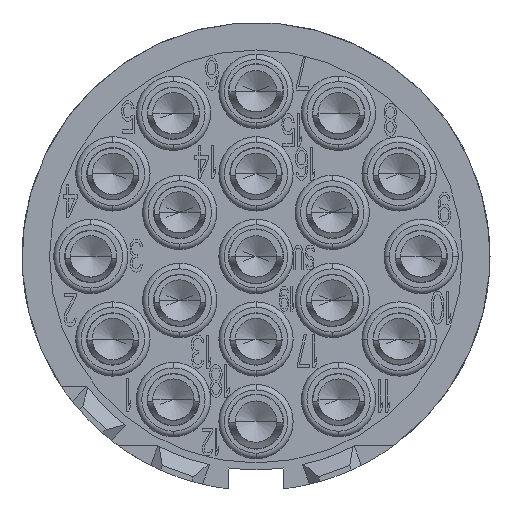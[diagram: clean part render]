
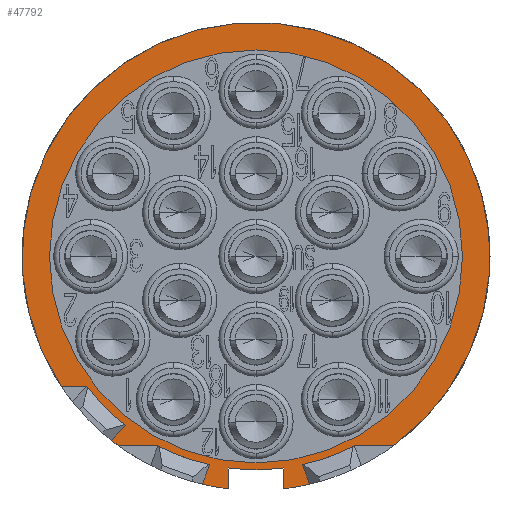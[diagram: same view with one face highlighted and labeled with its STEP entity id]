
A CAD part, front view. The second image highlights one B-rep face of the part: STEP entity #47792.
In plain terms, the highlighted planar face has unit normal (0, -1, 0).
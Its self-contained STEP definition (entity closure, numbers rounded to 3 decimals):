
#3498=DIRECTION('',(1.,0.,0.));
#3499=VECTOR('',#3498,0.923);
#3500=CARTESIAN_POINT('',(-7.064,-6.9,-4.727));
#3501=LINE('',#3500,#3499);
#3502=DIRECTION('',(1.,0.,0.));
#3503=VECTOR('',#3502,1.424);
#3504=CARTESIAN_POINT('',(3.568,-6.9,-6.88));
#3505=LINE('',#3504,#3503);
#3506=DIRECTION('',(0.,0.,-1.));
#3507=VECTOR('',#3506,0.756);
#3508=CARTESIAN_POINT('',(-1.,-6.9,-7.685));
#3509=LINE('',#3508,#3507);
#3510=DIRECTION('',(-1.,0.,0.));
#3511=VECTOR('',#3510,1.424);
#3512=CARTESIAN_POINT('',(-3.568,-6.9,-6.88));
#3513=LINE('',#3512,#3511);
#3514=DIRECTION('',(0.707,0.,0.707));
#3515=VECTOR('',#3514,0.756);
#3516=CARTESIAN_POINT('',(-5.262,-6.9,-6.676));
#3517=LINE('',#3516,#3515);
#3518=CARTESIAN_POINT('',(0.,-6.9,0.));
#3519=DIRECTION('',(0.,1.,0.));
#3520=DIRECTION('',(-0.61,0.,-0.792));
#3521=AXIS2_PLACEMENT_3D('',#3518,#3519,#3520);
#3523=CARTESIAN_POINT('',(0.,-6.9,0.));
#3524=DIRECTION('',(0.,1.,0.));
#3525=DIRECTION('',(-1.,0.,0.));
#3526=AXIS2_PLACEMENT_3D('',#3523,#3524,#3525);
#3528=CARTESIAN_POINT('',(0.,-6.9,0.));
#3529=DIRECTION('',(0.,1.,0.));
#3530=DIRECTION('',(1.,0.,0.));
#3531=AXIS2_PLACEMENT_3D('',#3528,#3529,#3530);
#3596=CARTESIAN_POINT('',(0.,-6.9,0.));
#3597=DIRECTION('',(0.,1.,0.));
#3598=DIRECTION('',(-0.218,0.,-0.976));
#3599=AXIS2_PLACEMENT_3D('',#3596,#3597,#3598);
#3601=CARTESIAN_POINT('',(0.,-6.9,0.));
#3602=DIRECTION('',(0.,1.,0.));
#3603=DIRECTION('',(0.129,0.,-0.992));
#3604=AXIS2_PLACEMENT_3D('',#3601,#3602,#3603);
#3610=CARTESIAN_POINT('',(0.,-6.9,0.));
#3611=DIRECTION('',(0.,1.,0.));
#3612=DIRECTION('',(0.46,0.,-0.888));
#3613=AXIS2_PLACEMENT_3D('',#3610,#3611,#3612);
#27293=CARTESIAN_POINT('',(0.,-6.9,0.));
#27294=DIRECTION('',(0.,1.,0.));
#27295=DIRECTION('',(-0.587,0.,-0.809));
#27296=AXIS2_PLACEMENT_3D('',#27293,#27294,#27295);
#27324=DIRECTION('',(0.342,0.,0.94));
#27325=VECTOR('',#27324,0.756);
#27326=CARTESIAN_POINT('',(-1.947,-6.9,-8.274));
#27327=LINE('',#27326,#27325);
#27346=CARTESIAN_POINT('',(0.,-6.9,0.));
#27347=DIRECTION('',(0.,1.,0.));
#27348=DIRECTION('',(-0.118,0.,-0.993));
#27349=AXIS2_PLACEMENT_3D('',#27346,#27347,#27348);
#27363=DIRECTION('',(0.,0.,1.));
#27364=VECTOR('',#27363,0.756);
#27365=CARTESIAN_POINT('',(1.,-6.9,-8.441));
#27366=LINE('',#27365,#27364);
#27379=CARTESIAN_POINT('',(0.,-6.9,0.));
#27380=DIRECTION('',(0.,1.,0.));
#27381=DIRECTION('',(0.229,0.,-0.973));
#27382=AXIS2_PLACEMENT_3D('',#27379,#27380,#27381);
#27402=DIRECTION('',(0.342,0.,-0.94));
#27403=VECTOR('',#27402,0.756);
#27404=CARTESIAN_POINT('',(1.689,-6.9,-7.564));
#27405=LINE('',#27404,#27403);
#27414=CARTESIAN_POINT('',(0.,-6.9,0.));
#27415=DIRECTION('',(0.,1.,0.));
#27416=DIRECTION('',(-0.831,0.,-0.556));
#27417=AXIS2_PLACEMENT_3D('',#27414,#27415,#27416);
#40779=CARTESIAN_POINT('',(-1.,-6.9,-7.685));
#40780=CARTESIAN_POINT('',(-1.,-6.9,-8.441));
#40781=VERTEX_POINT('',#40779);
#40782=VERTEX_POINT('',#40780);
#40792=CARTESIAN_POINT('',(1.,-6.9,-8.441));
#40794=VERTEX_POINT('',#40792);
#40795=CARTESIAN_POINT('',(-7.5,-6.9,0.));
#40796=CARTESIAN_POINT('',(7.5,-6.9,0.));
#40797=VERTEX_POINT('',#40795);
#40798=VERTEX_POINT('',#40796);
#41524=CARTESIAN_POINT('',(-1.689,-6.9,-7.564));
#41525=VERTEX_POINT('',#41524);
#41526=CARTESIAN_POINT('',(1.689,-6.9,-7.564));
#41527=VERTEX_POINT('',#41526);
#41528=CARTESIAN_POINT('',(1.,-6.9,-7.685));
#41529=VERTEX_POINT('',#41528);
#41532=CARTESIAN_POINT('',(1.947,-6.9,-8.274));
#41534=VERTEX_POINT('',#41532);
#41536=CARTESIAN_POINT('',(-1.947,-6.9,-8.274));
#41538=VERTEX_POINT('',#41536);
#41540=CARTESIAN_POINT('',(-5.262,-6.9,-6.676));
#41542=VERTEX_POINT('',#41540);
#41544=CARTESIAN_POINT('',(-4.727,-6.9,-6.141));
#41546=VERTEX_POINT('',#41544);
#41556=CARTESIAN_POINT('',(-4.992,-6.9,-6.88));
#41558=VERTEX_POINT('',#41556);
#41560=CARTESIAN_POINT('',(-3.568,-6.9,-6.88));
#41562=VERTEX_POINT('',#41560);
#41568=CARTESIAN_POINT('',(-7.064,-6.9,-4.727));
#41570=VERTEX_POINT('',#41568);
#41572=CARTESIAN_POINT('',(4.992,-6.9,-6.88));
#41574=VERTEX_POINT('',#41572);
#41576=CARTESIAN_POINT('',(-6.141,-6.9,-4.727));
#41577=VERTEX_POINT('',#41576);
#41578=CARTESIAN_POINT('',(3.568,-6.9,-6.88));
#41579=VERTEX_POINT('',#41578);
#47749=CARTESIAN_POINT('',(0.,-6.9,0.));
#47750=DIRECTION('',(0.,-1.,0.));
#47751=DIRECTION('',(-1.,0.,0.));
#47752=AXIS2_PLACEMENT_3D('',#47749,#47750,#47751);
#47753=PLANE('',#47752);
#47755=ORIENTED_EDGE('',*,*,#47754,.F.);
#47757=ORIENTED_EDGE('',*,*,#47756,.T.);
#47759=ORIENTED_EDGE('',*,*,#47758,.F.);
#47761=ORIENTED_EDGE('',*,*,#47760,.T.);
#47763=ORIENTED_EDGE('',*,*,#47762,.T.);
#47765=ORIENTED_EDGE('',*,*,#47764,.T.);
#47767=ORIENTED_EDGE('',*,*,#47766,.T.);
#47769=ORIENTED_EDGE('',*,*,#47768,.T.);
#47771=ORIENTED_EDGE('',*,*,#47770,.T.);
#47773=ORIENTED_EDGE('',*,*,#47772,.T.);
#47775=ORIENTED_EDGE('',*,*,#47774,.T.);
#47777=ORIENTED_EDGE('',*,*,#47776,.T.);
#47779=ORIENTED_EDGE('',*,*,#47778,.T.);
#47781=ORIENTED_EDGE('',*,*,#47780,.T.);
#47783=ORIENTED_EDGE('',*,*,#47782,.T.);
#47785=ORIENTED_EDGE('',*,*,#47784,.T.);
#47786=EDGE_LOOP('',(#47755,#47757,#47759,#47761,#47763,#47765,#47767,#47769,
#47771,#47773,#47775,#47777,#47779,#47781,#47783,#47785));
#47787=FACE_OUTER_BOUND('',#47786,.F.);
#47788=ORIENTED_EDGE('',*,*,#47729,.F.);
#47789=ORIENTED_EDGE('',*,*,#47743,.F.);
#47790=EDGE_LOOP('',(#47788,#47789));
#47791=FACE_BOUND('',#47790,.F.);
#3522=CIRCLE('',#3521,7.75);
#3527=CIRCLE('',#3526,7.5);
#3532=CIRCLE('',#3531,7.5);
#3600=CIRCLE('',#3599,7.75);
#3605=CIRCLE('',#3604,7.75);
#3614=CIRCLE('',#3613,7.75);
#27297=CIRCLE('',#27296,8.5);
#27350=CIRCLE('',#27349,8.5);
#27383=CIRCLE('',#27382,8.5);
#27418=CIRCLE('',#27417,8.5);
#47729=EDGE_CURVE('',#40797,#40798,#3527,.T.);
#47743=EDGE_CURVE('',#40798,#40797,#3532,.T.);
#47754=EDGE_CURVE('',#41570,#41577,#3501,.T.);
#47756=EDGE_CURVE('',#41570,#41574,#27418,.T.);
#47758=EDGE_CURVE('',#41579,#41574,#3505,.T.);
#47760=EDGE_CURVE('',#41579,#41527,#3614,.T.);
#47762=EDGE_CURVE('',#41527,#41534,#27405,.T.);
#47764=EDGE_CURVE('',#41534,#40794,#27383,.T.);
#47766=EDGE_CURVE('',#40794,#41529,#27366,.T.);
#47768=EDGE_CURVE('',#41529,#40781,#3605,.T.);
#47770=EDGE_CURVE('',#40781,#40782,#3509,.T.);
#47772=EDGE_CURVE('',#40782,#41538,#27350,.T.);
#47774=EDGE_CURVE('',#41538,#41525,#27327,.T.);
#47776=EDGE_CURVE('',#41525,#41562,#3600,.T.);
#47778=EDGE_CURVE('',#41562,#41558,#3513,.T.);
#47780=EDGE_CURVE('',#41558,#41542,#27297,.T.);
#47782=EDGE_CURVE('',#41542,#41546,#3517,.T.);
#47784=EDGE_CURVE('',#41546,#41577,#3522,.T.);
#47792=ADVANCED_FACE('',(#47787,#47791),#47753,.T.);
